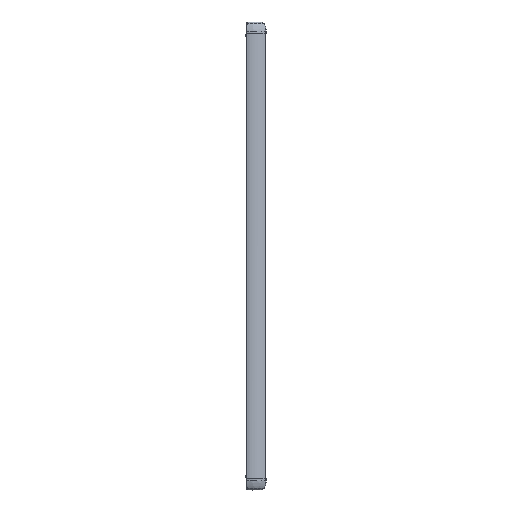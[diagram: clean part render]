
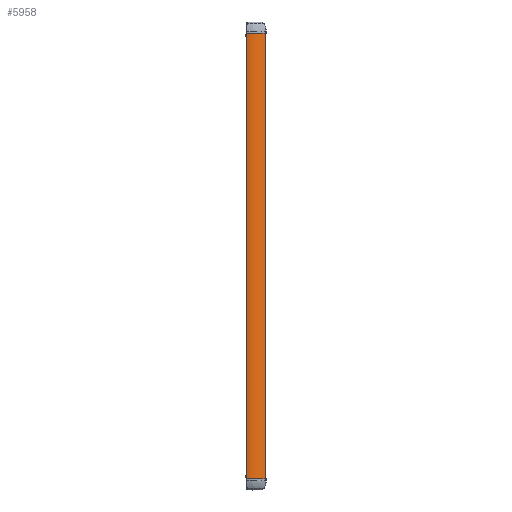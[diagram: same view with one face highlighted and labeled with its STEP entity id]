
A CAD part, front view. The second image highlights one B-rep face of the part: STEP entity #5958.
In plain terms, the highlighted cylindrical face has radius 38.4 mm (diameter 76.8 mm), a partial arc.
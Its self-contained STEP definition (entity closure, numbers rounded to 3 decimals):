
#268=CARTESIAN_POINT('',(9.455,-1.85,-868.5));
#269=DIRECTION('',(0.,0.,1.));
#270=DIRECTION('',(-0.242,-0.97,0.));
#271=AXIS2_PLACEMENT_3D('',#268,#269,#270);
#288=CARTESIAN_POINT('',(9.455,-1.85,-868.5));
#289=DIRECTION('',(0.,0.,1.));
#290=DIRECTION('',(0.541,-0.841,0.));
#291=AXIS2_PLACEMENT_3D('',#288,#289,#290);
#363=CARTESIAN_POINT('',(9.455,-1.85,-1.5));
#364=DIRECTION('',(0.,0.,1.));
#365=DIRECTION('',(-0.242,-0.97,0.));
#366=AXIS2_PLACEMENT_3D('',#363,#364,#365);
#424=CARTESIAN_POINT('',(9.455,-1.85,-1.5));
#425=DIRECTION('',(0.,0.,1.));
#426=DIRECTION('',(0.541,-0.841,0.));
#427=AXIS2_PLACEMENT_3D('',#424,#425,#426);
#434=DIRECTION('',(0.,0.,1.));
#435=VECTOR('',#434,1.5);
#436=CARTESIAN_POINT('',(10.741,-40.229,-1.5));
#437=LINE('',#436,#435);
#438=DIRECTION('',(0.,0.,-1.));
#439=VECTOR('',#438,867.);
#440=CARTESIAN_POINT('',(34.662,-30.819,-1.5));
#441=LINE('',#440,#439);
#442=DIRECTION('',(0.,0.,1.));
#443=VECTOR('',#442,1.5);
#444=CARTESIAN_POINT('',(10.741,-40.229,-870.));
#445=LINE('',#444,#443);
#446=DIRECTION('',(0.,0.,1.));
#447=VECTOR('',#446,867.);
#448=CARTESIAN_POINT('',(0.175,-39.112,-868.5));
#449=LINE('',#448,#447);
#450=CARTESIAN_POINT('',(30.219,-34.152,
0.));
#451=CARTESIAN_POINT('',(30.013,-34.284,0.054));
#452=CARTESIAN_POINT('',(29.58,-34.557,0.159));
#453=CARTESIAN_POINT('',(28.864,-34.988,0.31));
#454=CARTESIAN_POINT('',(28.094,-35.427,0.449));
#455=CARTESIAN_POINT('',(27.28,-35.867,0.574));
#456=CARTESIAN_POINT('',(26.434,-36.297,0.682));
#457=CARTESIAN_POINT('',(25.565,-36.712,0.773));
#458=CARTESIAN_POINT('',(24.672,-37.111,0.847));
#459=CARTESIAN_POINT('',(23.758,-37.491,0.905));
#460=CARTESIAN_POINT('',(22.824,-37.852,0.947));
#461=CARTESIAN_POINT('',(21.876,-38.19,0.972));
#462=CARTESIAN_POINT('',(20.918,-38.504,0.981));
#463=CARTESIAN_POINT('',(19.952,-38.792,0.973));
#464=CARTESIAN_POINT('',(18.98,-39.055,0.949));
#465=CARTESIAN_POINT('',(18.006,-39.29,0.908));
#466=CARTESIAN_POINT('',(17.035,-39.499,0.851));
#467=CARTESIAN_POINT('',(16.07,-39.68,0.777));
#468=CARTESIAN_POINT('',(15.115,-39.835,0.686));
#469=CARTESIAN_POINT('',(14.172,-39.963,0.579));
#470=CARTESIAN_POINT('',(13.255,-40.065,0.455));
#471=CARTESIAN_POINT('',(12.371,-40.143,0.317));
#472=CARTESIAN_POINT('',(11.527,-40.197,0.165));
#473=CARTESIAN_POINT('',(10.997,-40.22,0.056));
#474=CARTESIAN_POINT('',(10.741,-40.229,
0.));
#2992=DIRECTION('',(0.,0.,1.));
#2993=VECTOR('',#2992,1.5);
#2994=CARTESIAN_POINT('',(30.219,-34.152,-870.));
#2995=LINE('',#2994,#2993);
#2996=DIRECTION('',(0.,0.,1.));
#2997=VECTOR('',#2996,1.5);
#2998=CARTESIAN_POINT('',(30.219,-34.152,-1.5));
#2999=LINE('',#2998,#2997);
#4839=CARTESIAN_POINT('',(10.741,-40.229,-870.));
#4840=CARTESIAN_POINT('',(10.997,-40.22,
-870.056));
#4841=CARTESIAN_POINT('',(11.527,-40.197,
-870.165));
#4842=CARTESIAN_POINT('',(12.371,-40.143,
-870.317));
#4843=CARTESIAN_POINT('',(13.255,-40.065,
-870.455));
#4844=CARTESIAN_POINT('',(14.172,-39.963,
-870.579));
#4845=CARTESIAN_POINT('',(15.115,-39.835,
-870.686));
#4846=CARTESIAN_POINT('',(16.07,-39.68,
-870.777));
#4847=CARTESIAN_POINT('',(17.035,-39.499,
-870.851));
#4848=CARTESIAN_POINT('',(18.006,-39.29,
-870.908));
#4849=CARTESIAN_POINT('',(18.98,-39.055,
-870.949));
#4850=CARTESIAN_POINT('',(19.952,-38.792,
-870.973));
#4851=CARTESIAN_POINT('',(20.918,-38.504,
-870.981));
#4852=CARTESIAN_POINT('',(21.876,-38.19,
-870.972));
#4853=CARTESIAN_POINT('',(22.824,-37.852,
-870.947));
#4854=CARTESIAN_POINT('',(23.758,-37.491,
-870.905));
#4855=CARTESIAN_POINT('',(24.672,-37.111,
-870.847));
#4856=CARTESIAN_POINT('',(25.565,-36.712,
-870.773));
#4857=CARTESIAN_POINT('',(26.434,-36.297,
-870.682));
#4858=CARTESIAN_POINT('',(27.28,-35.867,
-870.574));
#4859=CARTESIAN_POINT('',(28.094,-35.427,
-870.449));
#4860=CARTESIAN_POINT('',(28.864,-34.988,
-870.31));
#4861=CARTESIAN_POINT('',(29.58,-34.557,
-870.159));
#4862=CARTESIAN_POINT('',(30.013,-34.284,
-870.054));
#4863=CARTESIAN_POINT('',(30.219,-34.152,-870.));
#4902=CARTESIAN_POINT('',(0.175,-39.112,-868.5));
#4903=CARTESIAN_POINT('',(0.175,-39.112,-1.5));
#4904=VERTEX_POINT('',#4902);
#4905=VERTEX_POINT('',#4903);
#4907=CARTESIAN_POINT('',(34.662,-30.819,-868.5));
#4909=VERTEX_POINT('',#4907);
#4910=CARTESIAN_POINT('',(34.662,-30.819,-1.5));
#4911=VERTEX_POINT('',#4910);
#5443=CARTESIAN_POINT('',(10.741,-40.229,-868.5));
#5445=VERTEX_POINT('',#5443);
#5455=CARTESIAN_POINT('',(10.741,-40.229,-1.5));
#5457=VERTEX_POINT('',#5455);
#5467=CARTESIAN_POINT('',(10.741,-40.229,0.));
#5469=VERTEX_POINT('',#5467);
#5477=CARTESIAN_POINT('',(10.741,-40.229,-870.));
#5479=VERTEX_POINT('',#5477);
#5486=CARTESIAN_POINT('',(30.219,-34.152,-868.5));
#5487=VERTEX_POINT('',#5486);
#5488=CARTESIAN_POINT('',(30.219,-34.152,-1.5));
#5489=VERTEX_POINT('',#5488);
#5490=VERTEX_POINT('',#450);
#5491=VERTEX_POINT('',#4863);
#5933=CARTESIAN_POINT('',(9.455,-1.85,-868.5));
#5934=DIRECTION('',(0.,0.,1.));
#5935=DIRECTION('',(1.,0.001,0.));
#5936=AXIS2_PLACEMENT_3D('',#5933,#5934,#5935);
#5937=CYLINDRICAL_SURFACE('',#5936,38.4);
#5938=ORIENTED_EDGE('',*,*,#5876,.T.);
#5939=ORIENTED_EDGE('',*,*,#5691,.T.);
#5941=ORIENTED_EDGE('',*,*,#5940,.F.);
#5943=ORIENTED_EDGE('',*,*,#5942,.F.);
#5944=ORIENTED_EDGE('',*,*,#5919,.T.);
#5946=ORIENTED_EDGE('',*,*,#5945,.T.);
#5947=ORIENTED_EDGE('',*,*,#5741,.F.);
#5949=ORIENTED_EDGE('',*,*,#5948,.F.);
#5951=ORIENTED_EDGE('',*,*,#5950,.F.);
#5952=ORIENTED_EDGE('',*,*,#5665,.T.);
#5953=ORIENTED_EDGE('',*,*,#5720,.F.);
#5955=ORIENTED_EDGE('',*,*,#5954,.T.);
#5956=EDGE_LOOP('',(#5938,#5939,#5941,#5943,#5944,#5946,#5947,#5949,#5951,#5952,
#5953,#5955));
#5957=FACE_OUTER_BOUND('',#5956,.F.);
#5958=ADVANCED_FACE('',(#5957),#5937,.T.);
#272=CIRCLE('',#271,38.4);
#292=CIRCLE('',#291,38.4);
#367=CIRCLE('',#366,38.4);
#428=CIRCLE('',#427,38.4);
#475=B_SPLINE_CURVE_WITH_KNOTS('',3,(#450,#451,#452,#453,#454,#455,#456,#457,
#458,#459,#460,#461,#462,#463,#464,#465,#466,#467,#468,#469,#470,#471,#472,#473,
#474),.UNSPECIFIED.,.F.,.F.,(4,1,1,1,1,1,1,1,1,1,1,1,1,1,1,1,1,1,1,1,1,1,4),(
0.,0.045,0.091,0.136,0.182,
0.227,0.273,0.318,0.364,
0.409,0.455,0.5,0.545,0.591,
0.636,0.682,0.727,0.773,
0.818,0.864,0.909,0.955,1.),
.UNSPECIFIED.);
#4864=B_SPLINE_CURVE_WITH_KNOTS('',3,(#4839,#4840,#4841,#4842,#4843,#4844,#4845,
#4846,#4847,#4848,#4849,#4850,#4851,#4852,#4853,#4854,#4855,#4856,#4857,#4858,
#4859,#4860,#4861,#4862,#4863),.UNSPECIFIED.,.F.,.F.,(4,1,1,1,1,1,1,1,1,1,1,1,1,
1,1,1,1,1,1,1,1,1,4),(0.,0.045,0.091,
0.136,0.182,0.227,0.273,
0.318,0.364,0.409,0.455,0.5,
0.545,0.591,0.636,0.682,
0.727,0.773,0.818,0.864,
0.909,0.955,1.),.UNSPECIFIED.);
#5665=EDGE_CURVE('',#5479,#5445,#445,.T.);
#5691=EDGE_CURVE('',#5457,#5469,#437,.T.);
#5720=EDGE_CURVE('',#4904,#5445,#272,.T.);
#5741=EDGE_CURVE('',#5487,#4909,#292,.T.);
#5876=EDGE_CURVE('',#4905,#5457,#367,.T.);
#5919=EDGE_CURVE('',#5489,#4911,#428,.T.);
#5940=EDGE_CURVE('',#5490,#5469,#475,.T.);
#5942=EDGE_CURVE('',#5489,#5490,#2999,.T.);
#5945=EDGE_CURVE('',#4911,#4909,#441,.T.);
#5948=EDGE_CURVE('',#5491,#5487,#2995,.T.);
#5950=EDGE_CURVE('',#5479,#5491,#4864,.T.);
#5954=EDGE_CURVE('',#4904,#4905,#449,.T.);
